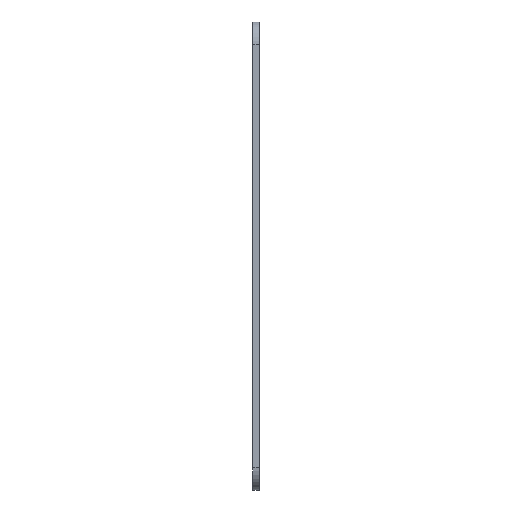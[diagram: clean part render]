
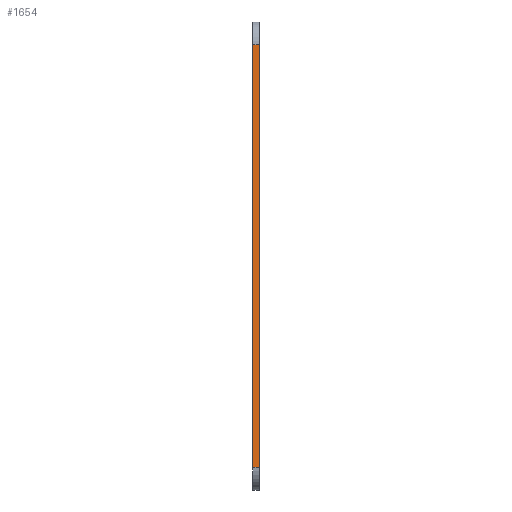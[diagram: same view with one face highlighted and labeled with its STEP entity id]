
A CAD part, left-side view. The second image highlights one B-rep face of the part: STEP entity #1654.
In plain terms, the highlighted planar face has unit normal (-1, 0, 0).
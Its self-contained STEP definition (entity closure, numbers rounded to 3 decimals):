
#44=PLANE('',#1800);
#90=FACE_OUTER_BOUND('',#188,.T.);
#188=EDGE_LOOP('',(#1213,#1214,#1215,#1216));
#284=LINE('',#2448,#447);
#328=LINE('',#2619,#491);
#329=LINE('',#2622,#492);
#330=LINE('',#2623,#493);
#447=VECTOR('',#1938,10.);
#491=VECTOR('',#2076,10.);
#492=VECTOR('',#2079,10.);
#493=VECTOR('',#2080,10.);
#700=VERTEX_POINT('',#2445);
#701=VERTEX_POINT('',#2447);
#781=VERTEX_POINT('',#2617);
#782=VERTEX_POINT('',#2621);
#867=EDGE_CURVE('',#700,#701,#284,.T.);
#953=EDGE_CURVE('',#701,#781,#328,.T.);
#954=EDGE_CURVE('',#782,#700,#329,.T.);
#955=EDGE_CURVE('',#781,#782,#330,.T.);
#1213=ORIENTED_EDGE('',*,*,#953,.F.);
#1214=ORIENTED_EDGE('',*,*,#867,.F.);
#1215=ORIENTED_EDGE('',*,*,#954,.F.);
#1216=ORIENTED_EDGE('',*,*,#955,.F.);
#1654=ADVANCED_FACE('',(#90),#44,.T.);
#1800=AXIS2_PLACEMENT_3D('',#2620,#2077,#2078);
#1938=DIRECTION('',(0.,0.,-1.));
#2076=DIRECTION('',(0.,1.,0.));
#2077=DIRECTION('center_axis',(-1.,0.,0.));
#2078=DIRECTION('ref_axis',(0.,0.,1.));
#2079=DIRECTION('',(0.,-1.,0.));
#2080=DIRECTION('',(0.,0.,1.));
#2445=CARTESIAN_POINT('',(-11.865,0.,61.725));
#2447=CARTESIAN_POINT('',(-11.865,0.,-31.225));
#2448=CARTESIAN_POINT('',(-11.865,0.,66.725));
#2617=CARTESIAN_POINT('',(-11.865,1.5,-31.225));
#2619=CARTESIAN_POINT('',(-11.865,0.,-31.225));
#2620=CARTESIAN_POINT('Origin',(-11.865,0.,-36.225));
#2621=CARTESIAN_POINT('',(-11.865,1.5,61.725));
#2622=CARTESIAN_POINT('',(-11.865,0.,61.725));
#2623=CARTESIAN_POINT('',(-11.865,1.5,66.725));
